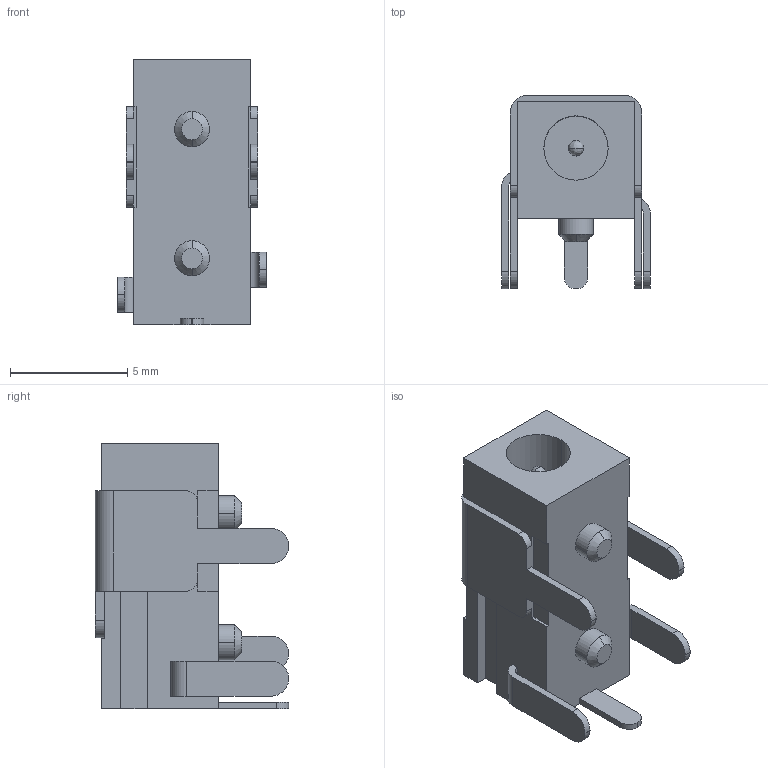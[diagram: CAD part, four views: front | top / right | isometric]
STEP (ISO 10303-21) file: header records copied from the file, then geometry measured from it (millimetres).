
FILE_DESCRIPTION (( 'STEP AP214' ), '1' );
FILE_NAME ('RAPC752SX.STEP', '2014-06-30T20:31:12', ( '' ), ( '' ), 'SwSTEP 2.0', 'SolidWorks 2014', '' );
FILE_SCHEMA (( 'AUTOMOTIVE_DESIGN' ));
Length unit declared in the file: inch
Products named in the file (1): RAPC752SX
Bounding box: 6.35 x 8.26 x 11.35 mm (x, y, z)
Volume: 263.7 mm3; surface area: 454.6 mm2
Topology: 1 solids, 1 shells, 97 faces, 268 edges, 177 vertices
Faces by surface type: plane 61, cylinder 30, cone 4, bspline 2
Entity records: 4405 total; most frequent: CARTESIAN_POINT 571, ORIENTED_EDGE 532, DIRECTION 528, EDGE_CURVE 266, VECTOR 196, LINE 196, VERTEX_POINT 177, AXIS2_PLACEMENT_3D 166
